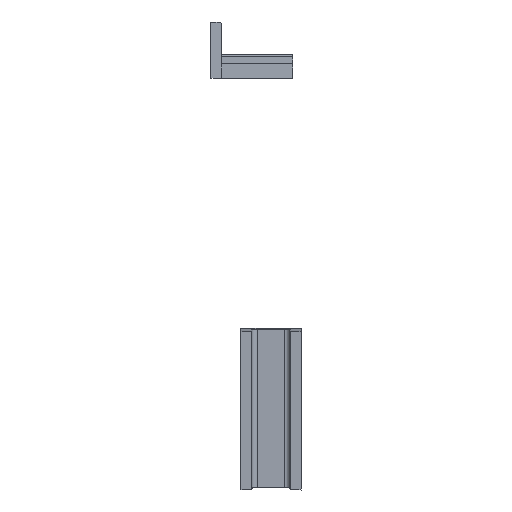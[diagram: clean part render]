
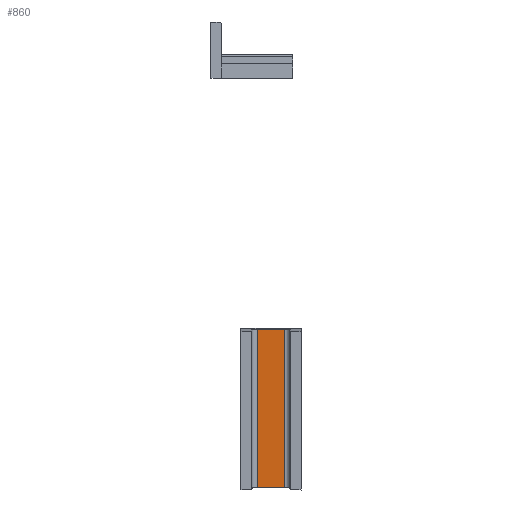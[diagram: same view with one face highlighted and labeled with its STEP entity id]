
A CAD part, left-side view. The second image highlights one B-rep face of the part: STEP entity #860.
In plain terms, the highlighted planar face has unit normal (-0.998, 0, -0.057).
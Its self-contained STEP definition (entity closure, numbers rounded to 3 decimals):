
#98=FACE_OUTER_BOUND('',#148,.T.);
#148=EDGE_LOOP('',(#723,#724,#725,#726));
#210=LINE('',#1357,#312);
#215=LINE('',#1372,#317);
#229=LINE('',#1400,#331);
#240=LINE('',#1421,#342);
#312=VECTOR('',#1112,10.);
#317=VECTOR('',#1125,10.);
#331=VECTOR('',#1147,10.);
#342=VECTOR('',#1170,10.);
#397=VERTEX_POINT('',#1350);
#400=VERTEX_POINT('',#1355);
#403=VERTEX_POINT('',#1365);
#406=VERTEX_POINT('',#1370);
#492=EDGE_CURVE('',#400,#397,#210,.T.);
#499=EDGE_CURVE('',#406,#403,#215,.T.);
#513=EDGE_CURVE('',#403,#400,#229,.T.);
#524=EDGE_CURVE('',#406,#397,#240,.T.);
#723=ORIENTED_EDGE('',*,*,#492,.F.);
#724=ORIENTED_EDGE('',*,*,#513,.F.);
#725=ORIENTED_EDGE('',*,*,#499,.F.);
#726=ORIENTED_EDGE('',*,*,#524,.T.);
#812=PLANE('',#971);
#860=ADVANCED_FACE('',(#98),#812,.T.);
#971=AXIS2_PLACEMENT_3D('',#1422,#1171,#1172);
#1112=DIRECTION('',(0.057,0.,-0.998));
#1125=DIRECTION('',(-0.057,0.,0.998));
#1147=DIRECTION('',(0.,-1.,0.));
#1170=DIRECTION('',(0.,-1.,0.));
#1171=DIRECTION('center_axis',(-0.998,0.,
-0.057));
#1172=DIRECTION('ref_axis',(-0.057,0.,0.998));
#1350=CARTESIAN_POINT('',(6.443,113.5,170.644));
#1355=CARTESIAN_POINT('',(4.779,113.5,199.597));
#1357=CARTESIAN_POINT('',(5.367,113.5,189.363));
#1365=CARTESIAN_POINT('',(4.779,118.5,199.597));
#1370=CARTESIAN_POINT('',(6.443,118.5,170.644));
#1372=CARTESIAN_POINT('',(6.199,118.5,174.887));
#1400=CARTESIAN_POINT('',(4.779,121.5,199.597));
#1421=CARTESIAN_POINT('',(6.443,110.5,170.644));
#1422=CARTESIAN_POINT('Origin',(5.956,116.,179.13));
